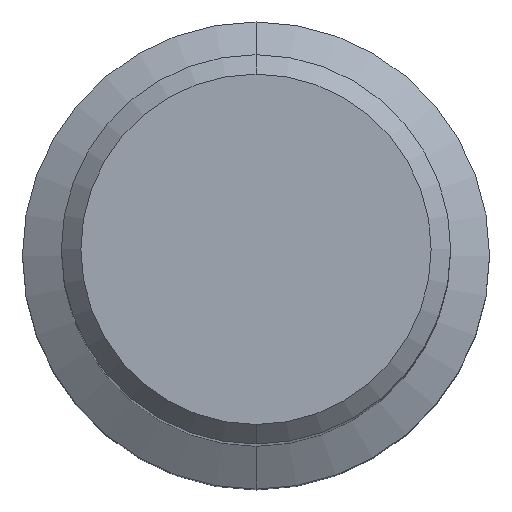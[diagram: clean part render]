
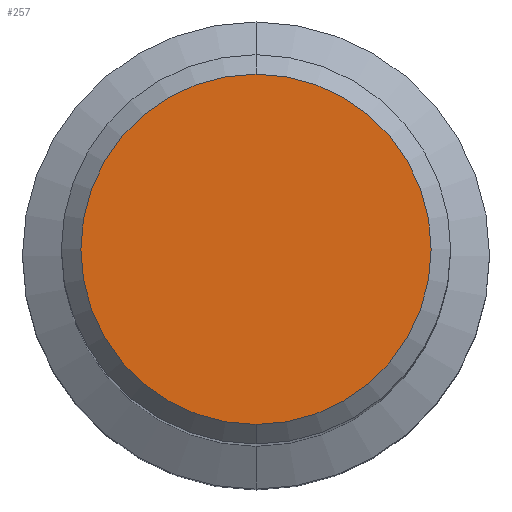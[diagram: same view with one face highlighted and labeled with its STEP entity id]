
A CAD part, top view. The second image highlights one B-rep face of the part: STEP entity #257.
In plain terms, the highlighted planar face has unit normal (0, 0, 1).
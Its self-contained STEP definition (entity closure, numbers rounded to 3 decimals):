
#257=ADVANCED_FACE('',(#649),#650,.T.);
#273=EDGE_CURVE('',#511,#523,#667,.T.);
#323=EDGE_CURVE('',#523,#511,#726,.T.);
#511=VERTEX_POINT('',#932);
#523=VERTEX_POINT('',#945);
#649=FACE_OUTER_BOUND('',#1150,.T.);
#650=PLANE('',#1151);
#667=CIRCLE('',#1172,4.5);
#726=CIRCLE('',#1247,4.5);
#932=CARTESIAN_POINT('',(0.,-4.5,0.0));
#945=CARTESIAN_POINT('',(0.0,4.5,0.0));
#1150=EDGE_LOOP('',(#1877,#1878));
#1151=AXIS2_PLACEMENT_3D('',#1879,#1880,#1881);
#1172=AXIS2_PLACEMENT_3D('',#1894,#1895,#1896);
#1247=AXIS2_PLACEMENT_3D('',#1983,#1984,#1985);
#1877=ORIENTED_EDGE('',*,*,#323,.F.);
#1878=ORIENTED_EDGE('',*,*,#273,.F.);
#1879=CARTESIAN_POINT('',(0.0,2.25,0.0));
#1880=DIRECTION('',(-0.0,0.0,1.0));
#1881=DIRECTION('',(0.0,-1.0,0.0));
#1894=CARTESIAN_POINT('',(0.0,0.0,0.0));
#1895=DIRECTION('',(0.0,0.0,-1.0));
#1896=DIRECTION('',(0.0,1.0,0.0));
#1983=CARTESIAN_POINT('',(0.0,0.0,0.0));
#1984=DIRECTION('',(0.0,0.0,-1.0));
#1985=DIRECTION('',(0.0,1.0,0.0));
